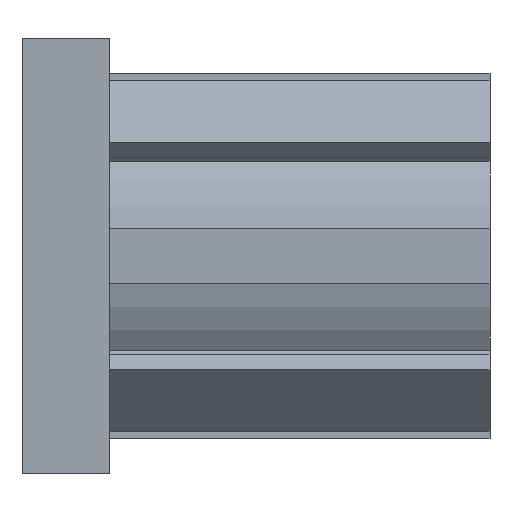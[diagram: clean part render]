
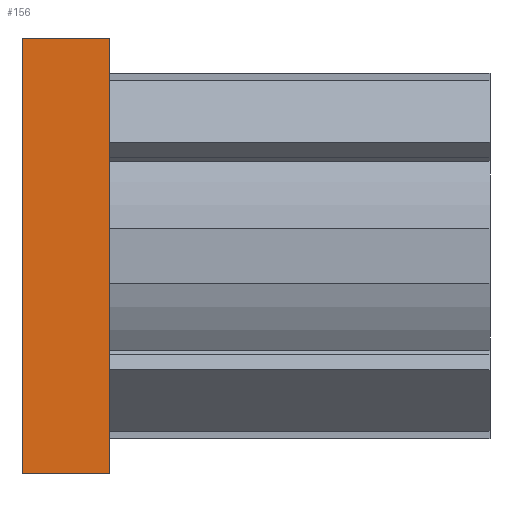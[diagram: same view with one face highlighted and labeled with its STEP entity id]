
A CAD part, left-side view. The second image highlights one B-rep face of the part: STEP entity #156.
In plain terms, the highlighted planar face has unit normal (-1, 0, 0).
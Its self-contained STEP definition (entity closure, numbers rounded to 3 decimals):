
#13 = VERTEX_POINT ( 'NONE', #805 ) ;
#25 = DIRECTION ( 'NONE',  ( 0., 0., 1. ) ) ;
#38 = ORIENTED_EDGE ( 'NONE', *, *, #864, .F. ) ;
#92 = PLANE ( 'NONE',  #1757 ) ;
#156 = ADVANCED_FACE ( 'NONE', ( #422 ), #92, .F. ) ;
#163 = CARTESIAN_POINT ( 'NONE',  ( -20., 0., 20. ) ) ;
#171 = VECTOR ( 'NONE', #25, 1000. ) ;
#264 = CARTESIAN_POINT ( 'NONE',  ( -20., 8., -20. ) ) ;
#268 = EDGE_LOOP ( 'NONE', ( #1582, #38, #1602, #846 ) ) ;
#271 = LINE ( 'NONE', #1466, #1498 ) ;
#422 = FACE_OUTER_BOUND ( 'NONE', #268, .T. ) ;
#517 = LINE ( 'NONE', #1861, #1610 ) ;
#545 = EDGE_CURVE ( 'NONE', #880, #13, #271, .T. ) ;
#681 = DIRECTION ( 'NONE',  ( 0., -1., 0. ) ) ;
#702 = DIRECTION ( 'NONE',  ( 0., -1., 0. ) ) ;
#722 = CARTESIAN_POINT ( 'NONE',  ( -20., 8., -20. ) ) ;
#740 = CARTESIAN_POINT ( 'NONE',  ( -20., 8., -20. ) ) ;
#787 = EDGE_CURVE ( 'NONE', #13, #1475, #517, .T. ) ;
#805 = CARTESIAN_POINT ( 'NONE',  ( -20., 0., -20. ) ) ;
#846 = ORIENTED_EDGE ( 'NONE', *, *, #545, .T. ) ;
#864 = EDGE_CURVE ( 'NONE', #1041, #1475, #873, .T. ) ;
#873 = LINE ( 'NONE', #1913, #1787 ) ;
#880 = VERTEX_POINT ( 'NONE', #722 ) ;
#921 = LINE ( 'NONE', #740, #171 ) ;
#998 = EDGE_CURVE ( 'NONE', #880, #1041, #921, .T. ) ;
#1041 = VERTEX_POINT ( 'NONE', #1565 ) ;
#1096 = DIRECTION ( 'NONE',  ( 0., 0., 1. ) ) ;
#1151 = DIRECTION ( 'NONE',  ( 1., 0., 0. ) ) ;
#1466 = CARTESIAN_POINT ( 'NONE',  ( -20., 8., -20. ) ) ;
#1475 = VERTEX_POINT ( 'NONE', #163 ) ;
#1498 = VECTOR ( 'NONE', #681, 1000. ) ;
#1565 = CARTESIAN_POINT ( 'NONE',  ( -20., 8., 20. ) ) ;
#1582 = ORIENTED_EDGE ( 'NONE', *, *, #787, .T. ) ;
#1602 = ORIENTED_EDGE ( 'NONE', *, *, #998, .F. ) ;
#1610 = VECTOR ( 'NONE', #1096, 1000. ) ;
#1749 = DIRECTION ( 'NONE',  ( 0., 0., -1. ) ) ;
#1757 = AXIS2_PLACEMENT_3D ( 'NONE', #264, #1151, #1749 ) ;
#1787 = VECTOR ( 'NONE', #702, 1000. ) ;
#1861 = CARTESIAN_POINT ( 'NONE',  ( -20., 0., -20. ) ) ;
#1913 = CARTESIAN_POINT ( 'NONE',  ( -20., 8., 20. ) ) ;
